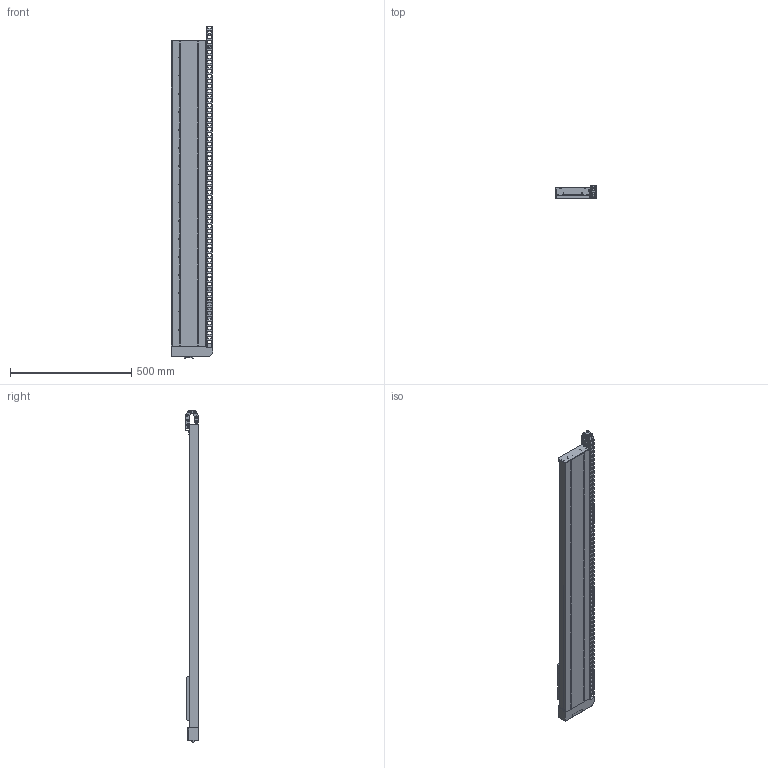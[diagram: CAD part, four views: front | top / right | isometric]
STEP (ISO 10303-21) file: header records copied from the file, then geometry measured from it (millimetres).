
FILE_DESCRIPTION (( 'STEP AP203' ), '1' );
FILE_NAME ('LDQ1000C-AE53T10A.step', '2023-10-06T19:21:26', ( '' ), ( '' ), 'SwSTEP 2.0', 'SolidWorks 2019', '' );
FILE_SCHEMA (( 'CONFIG_CONTROL_DESIGN' ));
Length unit declared in the file: millimetre
Products named in the file (7): LDQ_cable_end^LDQ_cable_LDQ_bore; LDQ1000C-AE53T10A; LDQ_cable^LDQ_LDQ1000; LDQ_base^LDQ_LDQ1000-T10A; LDQ_cable_link^LDQ_cable_LDQ; LDQ_cable_end^LDQ_cable_LDQ_pin; LDQ_carriage^LDQ
Assembly tree (74 placements, depth 3):
  LDQ1000C-AE53T10A
    LDQ_base^LDQ_LDQ1000-T10A
    LDQ_carriage^LDQ
    LDQ_cable^LDQ_LDQ1000
      LDQ_cable_end^LDQ_cable_LDQ_bore
      LDQ_cable_end^LDQ_cable_LDQ_pin
      LDQ_cable_link^LDQ_cable_LDQ  x69
Bounding box: 171 x 54.29 x 1371.86 mm (x, y, z)
Volume: 4759028.2 mm3; surface area: 1441439.1 mm2
Topology: 129 solids, 129 shells, 5215 faces, 13799 edges, 9100 vertices
Faces by surface type: plane 3097, cylinder 2110, cone 8
Entity records: 63958 total; most frequent: CARTESIAN_POINT 11036, DIRECTION 10373, ORIENTED_EDGE 10174, EDGE_CURVE 5087, LINE 3867, VECTOR 3867, VERTEX_POINT 3388, AXIS2_PLACEMENT_3D 3253
